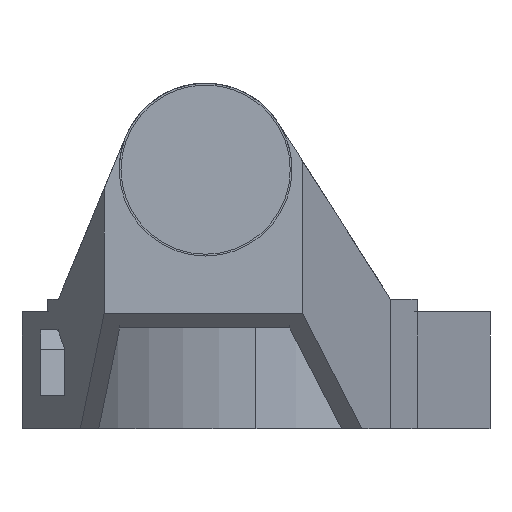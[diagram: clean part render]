
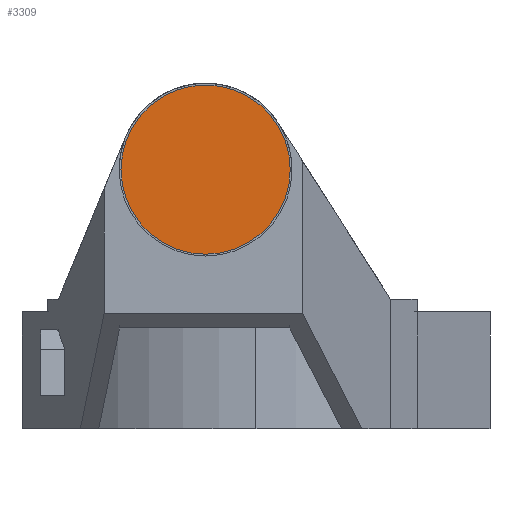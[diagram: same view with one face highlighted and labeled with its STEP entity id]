
A CAD part, left-side view. The second image highlights one B-rep face of the part: STEP entity #3309.
In plain terms, the highlighted planar face has unit normal (-1, 0, 0).
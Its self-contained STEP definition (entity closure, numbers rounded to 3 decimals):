
#3309 = ADVANCED_FACE('',(#3310),#3325,.T.);
#3310 = FACE_BOUND('',#3311,.T.);
#3311 = EDGE_LOOP('',(#3312,#3348));
#3312 = ORIENTED_EDGE('',*,*,#3313,.T.);
#3313 = EDGE_CURVE('',#3314,#3316,#3318,.T.);
#3314 = VERTEX_POINT('',#3315);
#3315 = CARTESIAN_POINT('',(-612.,187.5,70.));
#3316 = VERTEX_POINT('',#3317);
#3317 = CARTESIAN_POINT('',(-612.,-47.5,70.));
#3318 = SURFACE_CURVE('',#3319,(#3324,#3336),.PCURVE_S1.);
#3319 = CIRCLE('',#3320,117.5);
#3320 = AXIS2_PLACEMENT_3D('',#3321,#3322,#3323);
#3321 = CARTESIAN_POINT('',(-612.,70.,70.));
#3322 = DIRECTION('',(-1.,0.,0.));
#3323 = DIRECTION('',(0.,0.,1.));
#3324 = PCURVE('',#3325,#3330);
#3325 = PLANE('',#3326);
#3326 = AXIS2_PLACEMENT_3D('',#3327,#3328,#3329);
#3327 = CARTESIAN_POINT('',(-612.,0.,0.));
#3328 = DIRECTION('',(-1.,0.,0.));
#3329 = DIRECTION('',(0.,1.,0.));
#3330 = DEFINITIONAL_REPRESENTATION('',(#3331),#3335);
#3331 = CIRCLE('',#3332,117.5);
#3332 = AXIS2_PLACEMENT_2D('',#3333,#3334);
#3333 = CARTESIAN_POINT('',(70.,-70.));
#3334 = DIRECTION('',(0.,-1.));
#3335 = ( GEOMETRIC_REPRESENTATION_CONTEXT(2) 
PARAMETRIC_REPRESENTATION_CONTEXT() REPRESENTATION_CONTEXT('2D SPACE',''
  ) );
#3336 = PCURVE('',#3337,#3342);
#3337 = CYLINDRICAL_SURFACE('',#3338,117.5);
#3338 = AXIS2_PLACEMENT_3D('',#3339,#3340,#3341);
#3339 = CARTESIAN_POINT('',(-605.,70.,70.));
#3340 = DIRECTION('',(-1.,0.,0.));
#3341 = DIRECTION('',(-0.,-1.,0.));
#3342 = DEFINITIONAL_REPRESENTATION('',(#3343),#3347);
#3343 = LINE('',#3344,#3345);
#3344 = CARTESIAN_POINT('',(1.571,7.));
#3345 = VECTOR('',#3346,1.);
#3346 = DIRECTION('',(1.,0.));
#3347 = ( GEOMETRIC_REPRESENTATION_CONTEXT(2) 
PARAMETRIC_REPRESENTATION_CONTEXT() REPRESENTATION_CONTEXT('2D SPACE',''
  ) );
#3348 = ORIENTED_EDGE('',*,*,#3349,.T.);
#3349 = EDGE_CURVE('',#3316,#3314,#3350,.T.);
#3350 = SURFACE_CURVE('',#3351,(#3356,#3363),.PCURVE_S1.);
#3351 = CIRCLE('',#3352,117.5);
#3352 = AXIS2_PLACEMENT_3D('',#3353,#3354,#3355);
#3353 = CARTESIAN_POINT('',(-612.,70.,70.));
#3354 = DIRECTION('',(-1.,0.,0.));
#3355 = DIRECTION('',(0.,0.,1.));
#3356 = PCURVE('',#3325,#3357);
#3357 = DEFINITIONAL_REPRESENTATION('',(#3358),#3362);
#3358 = CIRCLE('',#3359,117.5);
#3359 = AXIS2_PLACEMENT_2D('',#3360,#3361);
#3360 = CARTESIAN_POINT('',(70.,-70.));
#3361 = DIRECTION('',(0.,-1.));
#3362 = ( GEOMETRIC_REPRESENTATION_CONTEXT(2) 
PARAMETRIC_REPRESENTATION_CONTEXT() REPRESENTATION_CONTEXT('2D SPACE',''
  ) );
#3363 = PCURVE('',#3364,#3369);
#3364 = CYLINDRICAL_SURFACE('',#3365,117.5);
#3365 = AXIS2_PLACEMENT_3D('',#3366,#3367,#3368);
#3366 = CARTESIAN_POINT('',(-605.,70.,70.));
#3367 = DIRECTION('',(-1.,0.,0.));
#3368 = DIRECTION('',(0.,1.,0.));
#3369 = DEFINITIONAL_REPRESENTATION('',(#3370),#3374);
#3370 = LINE('',#3371,#3372);
#3371 = CARTESIAN_POINT('',(-1.571,7.));
#3372 = VECTOR('',#3373,1.);
#3373 = DIRECTION('',(1.,0.));
#3374 = ( GEOMETRIC_REPRESENTATION_CONTEXT(2) 
PARAMETRIC_REPRESENTATION_CONTEXT() REPRESENTATION_CONTEXT('2D SPACE',''
  ) );
